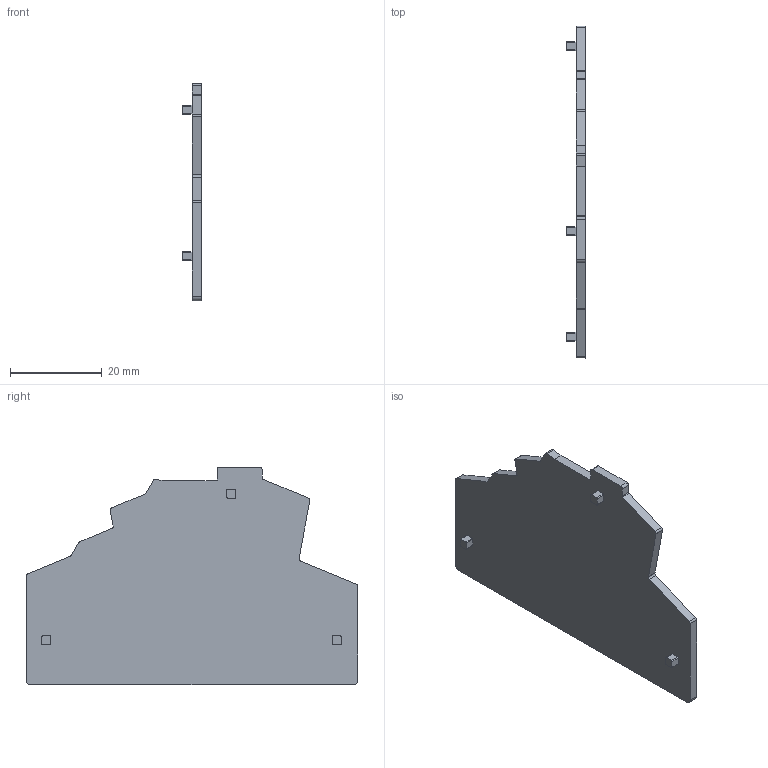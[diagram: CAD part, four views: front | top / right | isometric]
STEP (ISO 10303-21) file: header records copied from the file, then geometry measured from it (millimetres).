
FILE_DESCRIPTION(('CATIA V5R22 STEP214','CAx-IF Rec.Pracs.--- Model Styling and Organization---1.4--- 2014-01-23'),'2;1');
FILE_NAME ('D1456203_1', '2021-03-23T13:26:34+00:00', ('Weidmueller Interface'), ('Weidmueller'), 'CATIA Version 5-6 Release 2016 SP3 HF44', 'CATIA V5 STEP AP214', 'none');
FILE_SCHEMA(('AUTOMOTIVE_DESIGN { 1 0 10303 214 1 1 1 1 }'));
Length unit declared in the file: millimetre
Products named in the file (1): 1791060000
Bounding box: 4 x 72.35 x 47.45 mm (x, y, z)
Volume: 5364.6 mm3; surface area: 5832.3 mm2
Topology: 1 solids, 1 shells, 66 faces, 183 edges, 122 vertices
Faces by surface type: plane 34, cylinder 32
Entity records: 2464 total; most frequent: CARTESIAN_POINT 751, ORIENTED_EDGE 366, DIRECTION 277, EDGE_CURVE 183, VERTEX_POINT 122, VECTOR 119, LINE 119, AXIS2_PLACEMENT_3D 93
